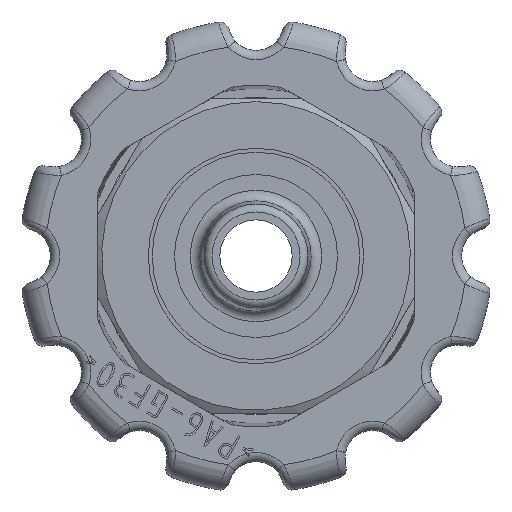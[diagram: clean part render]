
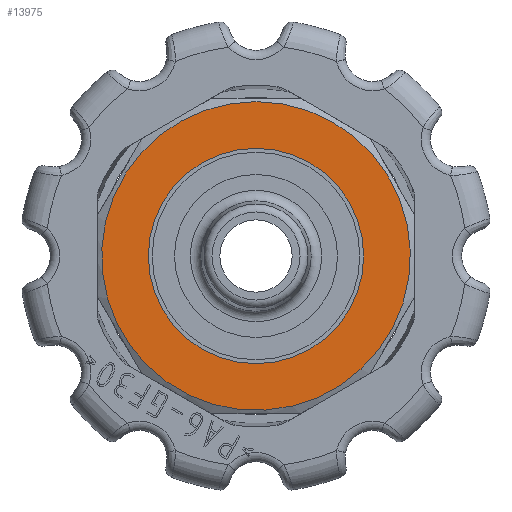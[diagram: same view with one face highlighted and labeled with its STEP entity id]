
A CAD part, front view. The second image highlights one B-rep face of the part: STEP entity #13975.
In plain terms, the highlighted planar face has unit normal (0, -1, 0).
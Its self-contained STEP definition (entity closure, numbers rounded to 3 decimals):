
#476=CIRCLE('',#14644,8.2);
#483=CIRCLE('',#14665,11.75);
#4690=ORIENTED_EDGE('',*,*,#6093,.T.);
#4691=ORIENTED_EDGE('',*,*,#6068,.T.);
#6068=EDGE_CURVE('',#6994,#6994,#476,.T.);
#6093=EDGE_CURVE('',#7001,#7001,#483,.T.);
#6994=VERTEX_POINT('',#25393);
#7001=VERTEX_POINT('',#25495);
#8199=EDGE_LOOP('',(#4690));
#8200=EDGE_LOOP('',(#4691));
#8934=FACE_BOUND('',#8199,.T.);
#8935=FACE_BOUND('',#8200,.T.);
#9158=PLANE('',#14664);
#13975=ADVANCED_FACE('',(#8934,#8935),#9158,.F.);
#14644=AXIS2_PLACEMENT_3D('',#25392,#16596,#16597);
#14664=AXIS2_PLACEMENT_3D('',#25493,#16636,#16637);
#14665=AXIS2_PLACEMENT_3D('',#25494,#16638,#16639);
#16596=DIRECTION('',(0.,1.,0.));
#16597=DIRECTION('',(0.,0.,-1.));
#16636=DIRECTION('',(0.,1.,0.));
#16637=DIRECTION('',(-1.,0.,0.));
#16638=DIRECTION('',(0.,-1.,0.));
#16639=DIRECTION('',(0.,0.,1.));
#25392=CARTESIAN_POINT('',(0.,-16.5,0.));
#25393=CARTESIAN_POINT('',(0.,-16.5,-8.2));
#25493=CARTESIAN_POINT('',(6.928,-16.5,-12.));
#25494=CARTESIAN_POINT('',(0.,-16.5,0.));
#25495=CARTESIAN_POINT('',(0.,-16.5,11.75));
